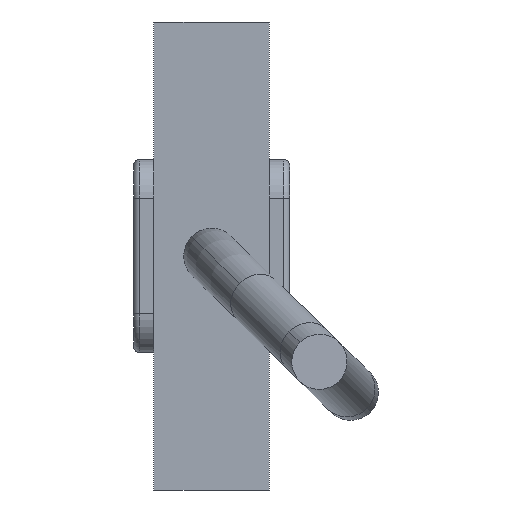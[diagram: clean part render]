
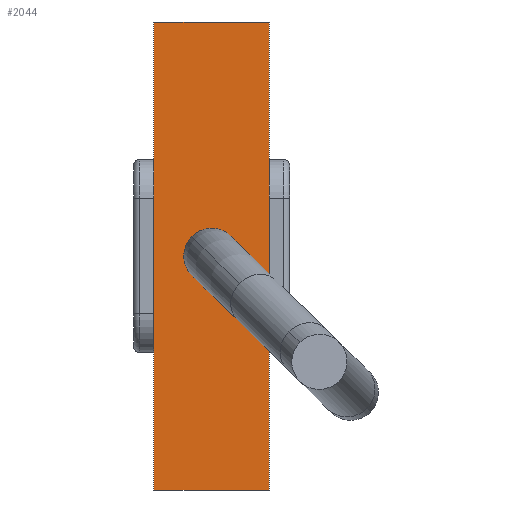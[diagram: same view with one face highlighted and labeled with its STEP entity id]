
A CAD part, left-side view. The second image highlights one B-rep face of the part: STEP entity #2044.
In plain terms, the highlighted planar face has unit normal (-1, 0, 0).
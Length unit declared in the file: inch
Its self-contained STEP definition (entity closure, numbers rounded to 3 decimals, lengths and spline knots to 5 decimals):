
#481=CARTESIAN_POINT('',(-0.315,-0.03117,0.03176));
#482=VERTEX_POINT('',#481);
#491=CARTESIAN_POINT('',(-0.315,0.03117,-0.03176));
#492=VERTEX_POINT('',#491);
#493=CARTESIAN_POINT('',(-0.315,0.,0.));
#494=DIRECTION('',(1.0,0.,0.));
#495=DIRECTION('',(0.,-0.701,0.714));
#496=AXIS2_PLACEMENT_3D('',#493,#494,#495);
#497=CIRCLE('',#496,0.0445);
#498=EDGE_CURVE('',#492,#482,#497,.T.);
#532=CARTESIAN_POINT('',(-0.315,0.,0.));
#533=DIRECTION('',(1.0,0.,0.));
#534=DIRECTION('',(0.,-0.701,0.714));
#535=AXIS2_PLACEMENT_3D('',#532,#533,#534);
#536=CIRCLE('',#535,0.0445);
#537=EDGE_CURVE('',#482,#492,#536,.T.);
#1914=CARTESIAN_POINT('',(-0.315,-0.0925,0.375));
#1915=VERTEX_POINT('',#1914);
#1932=CARTESIAN_POINT('',(-0.315,0.0925,0.375));
#1933=VERTEX_POINT('',#1932);
#1940=CARTESIAN_POINT('',(-0.315,0.0925,0.375));
#1941=DIRECTION('',(0.0,-1.0,0.0));
#1942=VECTOR('',#1941,0.185);
#1943=LINE('',#1940,#1942);
#1944=EDGE_CURVE('',#1933,#1915,#1943,.T.);
#1989=CARTESIAN_POINT('',(-0.315,-0.0925,-0.375));
#1990=VERTEX_POINT('',#1989);
#1997=CARTESIAN_POINT('',(-0.315,0.0925,-0.375));
#1998=VERTEX_POINT('',#1997);
#1999=CARTESIAN_POINT('',(-0.315,0.0925,-0.375));
#2000=DIRECTION('',(0.0,-1.0,0.0));
#2001=VECTOR('',#2000,0.185);
#2002=LINE('',#1999,#2001);
#2003=EDGE_CURVE('',#1998,#1990,#2002,.T.);
#2019=CARTESIAN_POINT('',(-0.315,0.0925,-0.375));
#2020=DIRECTION('',(-1.0,0.0,0.0));
#2021=DIRECTION('',(0.0,0.0,1.0));
#2022=AXIS2_PLACEMENT_3D('',#2019,#2020,#2021);
#2023=PLANE('',#2022);
#2024=CARTESIAN_POINT('',(-0.315,-0.0925,-0.375));
#2025=DIRECTION('',(0.0,0.0,1.0));
#2026=VECTOR('',#2025,0.75);
#2027=LINE('',#2024,#2026);
#2028=EDGE_CURVE('',#1990,#1915,#2027,.T.);
#2029=ORIENTED_EDGE('',*,*,#2028,.T.);
#2030=ORIENTED_EDGE('',*,*,#1944,.F.);
#2031=CARTESIAN_POINT('',(-0.315,0.0925,0.375));
#2032=DIRECTION('',(0.0,0.0,-1.0));
#2033=VECTOR('',#2032,0.75);
#2034=LINE('',#2031,#2033);
#2035=EDGE_CURVE('',#1933,#1998,#2034,.T.);
#2036=ORIENTED_EDGE('',*,*,#2035,.T.);
#2037=ORIENTED_EDGE('',*,*,#2003,.T.);
#2038=EDGE_LOOP('',(#2029,#2030,#2036,#2037));
#2039=FACE_OUTER_BOUND('',#2038,.T.);
#2040=ORIENTED_EDGE('',*,*,#498,.T.);
#2041=ORIENTED_EDGE('',*,*,#537,.T.);
#2042=EDGE_LOOP('',(#2040,#2041));
#2043=FACE_BOUND('',#2042,.T.);
#2044=ADVANCED_FACE('',(#2039,#2043),#2023,.T.);
